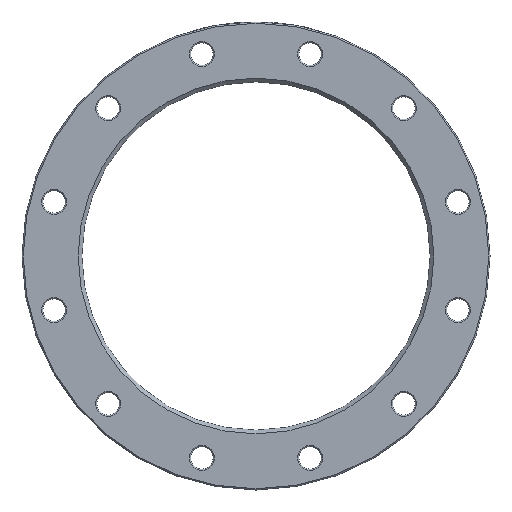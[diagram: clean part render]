
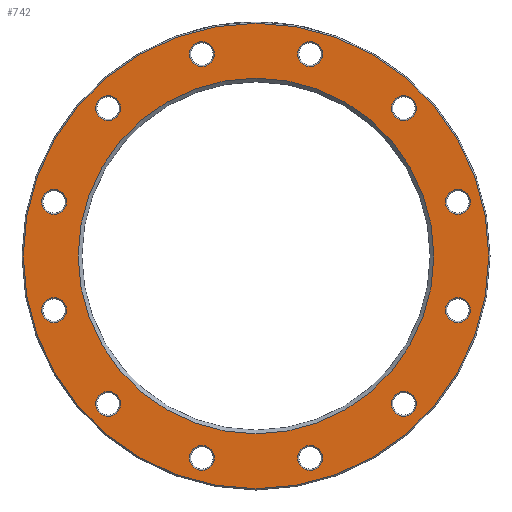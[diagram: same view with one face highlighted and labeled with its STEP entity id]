
A CAD part, left-side view. The second image highlights one B-rep face of the part: STEP entity #742.
In plain terms, the highlighted planar face has unit normal (-1, 0, 0).
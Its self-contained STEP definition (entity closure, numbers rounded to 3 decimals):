
#85 = CIRCLE ( 'NONE', #4709, 10. ) ;
#131 = ORIENTED_EDGE ( 'NONE', *, *, #461, .T. ) ;
#197 = DIRECTION ( 'NONE',  ( 0., 0., -1. ) ) ;
#199 = DIRECTION ( 'NONE',  ( 1., 0., 0. ) ) ;
#289 = VERTEX_POINT ( 'NONE', #2749 ) ;
#344 = AXIS2_PLACEMENT_3D ( 'NONE', #1819, #5174, #4137 ) ;
#371 = DIRECTION ( 'NONE',  ( 1., 0., 0. ) ) ;
#446 = EDGE_LOOP ( 'NONE', ( #816 ) ) ;
#461 = EDGE_CURVE ( 'NONE', #2636, #2636, #5077, .T. ) ;
#592 = EDGE_LOOP ( 'NONE', ( #888 ) ) ;
#677 = DIRECTION ( 'NONE',  ( -1., 0., 0. ) ) ;
#706 = CIRCLE ( 'NONE', #2209, 10. ) ;
#710 = AXIS2_PLACEMENT_3D ( 'NONE', #1593, #5381, #1563 ) ;
#727 = FACE_BOUND ( 'NONE', #1349, .T. ) ;
#742 = ADVANCED_FACE ( 'NONE', ( #4428, #1676, #727, #3728, #4109, #1290, #2697, #3192, #4674, #756, #5114, #2670, #5089, #1320 ), #1233, .F. ) ;
#756 = FACE_BOUND ( 'NONE', #2911, .T. ) ;
#771 = DIRECTION ( 'NONE',  ( 0., 0., -1. ) ) ;
#779 = CARTESIAN_POINT ( 'NONE',  ( 0., 43.352, 151.793 ) ) ;
#781 = CARTESIAN_POINT ( 'NONE',  ( 0., 43.352, 161.793 ) ) ;
#816 = ORIENTED_EDGE ( 'NONE', *, *, #3174, .T. ) ;
#858 = EDGE_LOOP ( 'NONE', ( #5842 ) ) ;
#888 = ORIENTED_EDGE ( 'NONE', *, *, #4383, .T. ) ;
#898 = VERTEX_POINT ( 'NONE', #3372 ) ;
#940 = CIRCLE ( 'NONE', #5247, 10. ) ;
#1003 = EDGE_CURVE ( 'NONE', #2691, #2691, #4168, .T. ) ;
#1164 = DIRECTION ( 'NONE',  ( 1., 0., 0. ) ) ;
#1233 = PLANE ( 'NONE',  #344 ) ;
#1258 = DIRECTION ( 'NONE',  ( 0., 0., -1. ) ) ;
#1274 = DIRECTION ( 'NONE',  ( 1., 0., 0. ) ) ;
#1290 = FACE_BOUND ( 'NONE', #592, .T. ) ;
#1320 = FACE_BOUND ( 'NONE', #2060, .T. ) ;
#1344 = EDGE_LOOP ( 'NONE', ( #2612 ) ) ;
#1349 = EDGE_LOOP ( 'NONE', ( #3642 ) ) ;
#1408 = VERTEX_POINT ( 'NONE', #1472 ) ;
#1424 = EDGE_CURVE ( 'NONE', #2220, #2220, #3104, .T. ) ;
#1432 = ORIENTED_EDGE ( 'NONE', *, *, #3264, .T. ) ;
#1438 = CIRCLE ( 'NONE', #1934, 10. ) ;
#1472 = CARTESIAN_POINT ( 'NONE',  ( 0., -43.352, 151.793 ) ) ;
#1563 = DIRECTION ( 'NONE',  ( 0., 0., -1. ) ) ;
#1572 = ORIENTED_EDGE ( 'NONE', *, *, #1003, .T. ) ;
#1590 = DIRECTION ( 'NONE',  ( 1., 0., 0. ) ) ;
#1593 = CARTESIAN_POINT ( 'NONE',  ( 0., -43.352, 161.793 ) ) ;
#1662 = CARTESIAN_POINT ( 'NONE',  ( 0., 161.793, 43.352 ) ) ;
#1676 = FACE_OUTER_BOUND ( 'NONE', #446, .T. ) ;
#1698 = CARTESIAN_POINT ( 'NONE',  ( 0., -43.352, -171.793 ) ) ;
#1712 = CARTESIAN_POINT ( 'NONE',  ( 0., 43.352, -161.793 ) ) ;
#1813 = CIRCLE ( 'NONE', #710, 10. ) ;
#1819 = CARTESIAN_POINT ( 'NONE',  ( 0., 139.5, 0. ) ) ;
#1845 = DIRECTION ( 'NONE',  ( 1., 0., 0. ) ) ;
#1876 = EDGE_CURVE ( 'NONE', #289, #289, #85, .T. ) ;
#1934 = AXIS2_PLACEMENT_3D ( 'NONE', #6147, #1845, #5203 ) ;
#1935 = CARTESIAN_POINT ( 'NONE',  ( 0., 43.352, -171.793 ) ) ;
#2005 = CARTESIAN_POINT ( 'NONE',  ( 0., 0., 0. ) ) ;
#2013 = AXIS2_PLACEMENT_3D ( 'NONE', #1712, #3622, #5538 ) ;
#2060 = EDGE_LOOP ( 'NONE', ( #131 ) ) ;
#2185 = DIRECTION ( 'NONE',  ( 0., 0., -1. ) ) ;
#2196 = EDGE_CURVE ( 'NONE', #3130, #3130, #1438, .T. ) ;
#2209 = AXIS2_PLACEMENT_3D ( 'NONE', #6016, #1274, #771 ) ;
#2220 = VERTEX_POINT ( 'NONE', #5606 ) ;
#2221 = ORIENTED_EDGE ( 'NONE', *, *, #1424, .T. ) ;
#2251 = AXIS2_PLACEMENT_3D ( 'NONE', #2005, #677, #3444 ) ;
#2263 = DIRECTION ( 'NONE',  ( 0., 0., -1. ) ) ;
#2290 = EDGE_LOOP ( 'NONE', ( #2221 ) ) ;
#2307 = DIRECTION ( 'NONE',  ( 0., 0., -1. ) ) ;
#2342 = CARTESIAN_POINT ( 'NONE',  ( 0., -161.793, 33.352 ) ) ;
#2367 = AXIS2_PLACEMENT_3D ( 'NONE', #1662, #4977, #2263 ) ;
#2405 = VERTEX_POINT ( 'NONE', #2872 ) ;
#2407 = CIRCLE ( 'NONE', #2013, 10. ) ;
#2424 = EDGE_LOOP ( 'NONE', ( #6031 ) ) ;
#2445 = ORIENTED_EDGE ( 'NONE', *, *, #6095, .T. ) ;
#2451 = AXIS2_PLACEMENT_3D ( 'NONE', #5391, #4917, #197 ) ;
#2489 = ORIENTED_EDGE ( 'NONE', *, *, #3956, .T. ) ;
#2612 = ORIENTED_EDGE ( 'NONE', *, *, #4230, .T. ) ;
#2636 = VERTEX_POINT ( 'NONE', #3605 ) ;
#2670 = FACE_BOUND ( 'NONE', #1344, .T. ) ;
#2691 = VERTEX_POINT ( 'NONE', #779 ) ;
#2697 = FACE_BOUND ( 'NONE', #3774, .T. ) ;
#2749 = CARTESIAN_POINT ( 'NONE',  ( 0., -161.793, -53.352 ) ) ;
#2779 = VERTEX_POINT ( 'NONE', #5730 ) ;
#2804 = AXIS2_PLACEMENT_3D ( 'NONE', #5571, #6042, #2185 ) ;
#2841 = VERTEX_POINT ( 'NONE', #1935 ) ;
#2872 = CARTESIAN_POINT ( 'NONE',  ( 0., -118.44, -128.44 ) ) ;
#2911 = EDGE_LOOP ( 'NONE', ( #1432 ) ) ;
#3037 = CARTESIAN_POINT ( 'NONE',  ( 0., -118.44, -118.44 ) ) ;
#3104 = CIRCLE ( 'NONE', #3800, 10. ) ;
#3130 = VERTEX_POINT ( 'NONE', #5050 ) ;
#3174 = EDGE_CURVE ( 'NONE', #5579, #5579, #6067, .T. ) ;
#3192 = FACE_BOUND ( 'NONE', #858, .T. ) ;
#3264 = EDGE_CURVE ( 'NONE', #4103, #4103, #5151, .T. ) ;
#3271 = ORIENTED_EDGE ( 'NONE', *, *, #4427, .T. ) ;
#3372 = CARTESIAN_POINT ( 'NONE',  ( 0., 0., -142.5 ) ) ;
#3444 = DIRECTION ( 'NONE',  ( 0., 0., -1. ) ) ;
#3503 = EDGE_LOOP ( 'NONE', ( #3893 ) ) ;
#3560 = CARTESIAN_POINT ( 'NONE',  ( 0., -118.44, 118.44 ) ) ;
#3605 = CARTESIAN_POINT ( 'NONE',  ( 0., 161.793, 33.352 ) ) ;
#3622 = DIRECTION ( 'NONE',  ( 1., 0., 0. ) ) ;
#3642 = ORIENTED_EDGE ( 'NONE', *, *, #2196, .T. ) ;
#3707 = CIRCLE ( 'NONE', #4209, 10. ) ;
#3721 = CARTESIAN_POINT ( 'NONE',  ( 0., 0., -186.5 ) ) ;
#3728 = FACE_BOUND ( 'NONE', #5827, .T. ) ;
#3740 = AXIS2_PLACEMENT_3D ( 'NONE', #3037, #1164, #5368 ) ;
#3774 = EDGE_LOOP ( 'NONE', ( #2489 ) ) ;
#3800 = AXIS2_PLACEMENT_3D ( 'NONE', #4694, #371, #2307 ) ;
#3893 = ORIENTED_EDGE ( 'NONE', *, *, #4190, .T. ) ;
#3956 = EDGE_CURVE ( 'NONE', #5289, #5289, #940, .T. ) ;
#4009 = CARTESIAN_POINT ( 'NONE',  ( 0., -161.793, 43.352 ) ) ;
#4046 = CIRCLE ( 'NONE', #3740, 10. ) ;
#4103 = VERTEX_POINT ( 'NONE', #1698 ) ;
#4109 = FACE_BOUND ( 'NONE', #2424, .T. ) ;
#4137 = DIRECTION ( 'NONE',  ( 0., 0., -1. ) ) ;
#4168 = CIRCLE ( 'NONE', #5176, 10. ) ;
#4190 = EDGE_CURVE ( 'NONE', #898, #898, #6218, .T. ) ;
#4209 = AXIS2_PLACEMENT_3D ( 'NONE', #3560, #5476, #6012 ) ;
#4230 = EDGE_CURVE ( 'NONE', #2779, #2779, #706, .T. ) ;
#4383 = EDGE_CURVE ( 'NONE', #4730, #4730, #3707, .T. ) ;
#4427 = EDGE_CURVE ( 'NONE', #2841, #2841, #2407, .T. ) ;
#4428 = FACE_BOUND ( 'NONE', #3503, .T. ) ;
#4674 = FACE_BOUND ( 'NONE', #6154, .T. ) ;
#4694 = CARTESIAN_POINT ( 'NONE',  ( 0., 161.793, -43.352 ) ) ;
#4709 = AXIS2_PLACEMENT_3D ( 'NONE', #5877, #1590, #5406 ) ;
#4730 = VERTEX_POINT ( 'NONE', #4789 ) ;
#4789 = CARTESIAN_POINT ( 'NONE',  ( 0., -118.44, 108.44 ) ) ;
#4917 = DIRECTION ( 'NONE',  ( 1., 0., 0. ) ) ;
#4977 = DIRECTION ( 'NONE',  ( 1., 0., 0. ) ) ;
#5050 = CARTESIAN_POINT ( 'NONE',  ( 0., 118.44, 108.44 ) ) ;
#5077 = CIRCLE ( 'NONE', #2367, 10. ) ;
#5089 = FACE_BOUND ( 'NONE', #2290, .T. ) ;
#5114 = FACE_BOUND ( 'NONE', #5886, .T. ) ;
#5151 = CIRCLE ( 'NONE', #2451, 10. ) ;
#5174 = DIRECTION ( 'NONE',  ( 1., 0., 0. ) ) ;
#5176 = AXIS2_PLACEMENT_3D ( 'NONE', #781, #5552, #1258 ) ;
#5203 = DIRECTION ( 'NONE',  ( 0., 0., -1. ) ) ;
#5247 = AXIS2_PLACEMENT_3D ( 'NONE', #4009, #199, #5486 ) ;
#5289 = VERTEX_POINT ( 'NONE', #2342 ) ;
#5343 = EDGE_CURVE ( 'NONE', #1408, #1408, #1813, .T. ) ;
#5368 = DIRECTION ( 'NONE',  ( 0., 0., -1. ) ) ;
#5381 = DIRECTION ( 'NONE',  ( 1., 0., 0. ) ) ;
#5391 = CARTESIAN_POINT ( 'NONE',  ( 0., -43.352, -161.793 ) ) ;
#5406 = DIRECTION ( 'NONE',  ( 0., 0., -1. ) ) ;
#5476 = DIRECTION ( 'NONE',  ( 1., 0., 0. ) ) ;
#5486 = DIRECTION ( 'NONE',  ( 0., 0., -1. ) ) ;
#5538 = DIRECTION ( 'NONE',  ( 0., 0., -1. ) ) ;
#5552 = DIRECTION ( 'NONE',  ( 1., 0., 0. ) ) ;
#5571 = CARTESIAN_POINT ( 'NONE',  ( 0., 0., 0. ) ) ;
#5579 = VERTEX_POINT ( 'NONE', #3721 ) ;
#5606 = CARTESIAN_POINT ( 'NONE',  ( 0., 161.793, -53.352 ) ) ;
#5730 = CARTESIAN_POINT ( 'NONE',  ( 0., 118.44, -128.44 ) ) ;
#5827 = EDGE_LOOP ( 'NONE', ( #1572 ) ) ;
#5842 = ORIENTED_EDGE ( 'NONE', *, *, #1876, .T. ) ;
#5877 = CARTESIAN_POINT ( 'NONE',  ( 0., -161.793, -43.352 ) ) ;
#5886 = EDGE_LOOP ( 'NONE', ( #3271 ) ) ;
#6012 = DIRECTION ( 'NONE',  ( 0., 0., -1. ) ) ;
#6016 = CARTESIAN_POINT ( 'NONE',  ( 0., 118.44, -118.44 ) ) ;
#6031 = ORIENTED_EDGE ( 'NONE', *, *, #5343, .T. ) ;
#6042 = DIRECTION ( 'NONE',  ( 1., 0., 0. ) ) ;
#6067 = CIRCLE ( 'NONE', #2251, 186.5 ) ;
#6095 = EDGE_CURVE ( 'NONE', #2405, #2405, #4046, .T. ) ;
#6147 = CARTESIAN_POINT ( 'NONE',  ( 0., 118.44, 118.44 ) ) ;
#6154 = EDGE_LOOP ( 'NONE', ( #2445 ) ) ;
#6218 = CIRCLE ( 'NONE', #2804, 142.5 ) ;
